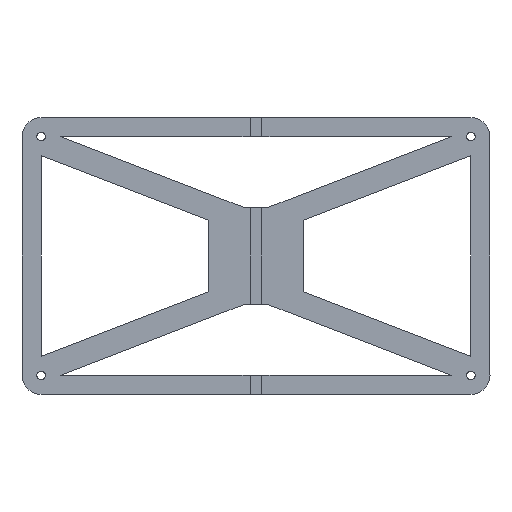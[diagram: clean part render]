
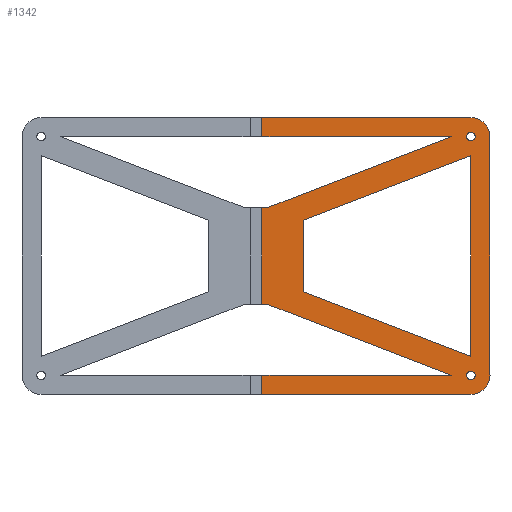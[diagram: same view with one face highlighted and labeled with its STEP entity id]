
A CAD part, front view. The second image highlights one B-rep face of the part: STEP entity #1342.
In plain terms, the highlighted planar face has unit normal (0, -1, 0).
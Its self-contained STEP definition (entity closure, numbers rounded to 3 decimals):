
#27=FACE_BOUND('',#145,.T.);
#28=FACE_BOUND('',#146,.T.);
#29=FACE_BOUND('',#147,.T.);
#45=CIRCLE('',#1417,8.);
#46=CIRCLE('',#1418,8.);
#47=CIRCLE('',#1419,1.75);
#48=CIRCLE('',#1420,1.75);
#72=FACE_OUTER_BOUND('',#144,.T.);
#144=EDGE_LOOP('',(#963,#964,#965,#966,#967,#968,#969,#970,#971,#972,#973,
#974,#975,#976));
#145=EDGE_LOOP('',(#977));
#146=EDGE_LOOP('',(#978,#979,#980,#981));
#147=EDGE_LOOP('',(#982));
#239=LINE('',#1900,#415);
#249=LINE('',#1921,#425);
#255=LINE('',#1933,#431);
#265=LINE('',#1953,#441);
#270=LINE('',#1963,#446);
#275=LINE('',#1973,#451);
#276=LINE('',#1977,#452);
#277=LINE('',#1980,#453);
#278=LINE('',#1982,#454);
#279=LINE('',#1983,#455);
#280=LINE('',#1985,#456);
#281=LINE('',#1986,#457);
#282=LINE('',#1991,#458);
#283=LINE('',#1993,#459);
#284=LINE('',#1995,#460);
#285=LINE('',#1996,#461);
#415=VECTOR('',#1531,10.);
#425=VECTOR('',#1547,10.);
#431=VECTOR('',#1557,10.);
#441=VECTOR('',#1573,10.);
#446=VECTOR('',#1580,10.);
#451=VECTOR('',#1587,10.);
#452=VECTOR('',#1590,10.);
#453=VECTOR('',#1593,10.);
#454=VECTOR('',#1594,10.);
#455=VECTOR('',#1595,10.);
#456=VECTOR('',#1596,10.);
#457=VECTOR('',#1597,10.);
#458=VECTOR('',#1600,10.);
#459=VECTOR('',#1601,10.);
#460=VECTOR('',#1602,10.);
#461=VECTOR('',#1603,10.);
#595=VERTEX_POINT('',#1898);
#596=VERTEX_POINT('',#1899);
#603=VERTEX_POINT('',#1919);
#604=VERTEX_POINT('',#1920);
#607=VERTEX_POINT('',#1931);
#608=VERTEX_POINT('',#1932);
#615=VERTEX_POINT('',#1952);
#619=VERTEX_POINT('',#1962);
#623=VERTEX_POINT('',#1972);
#624=VERTEX_POINT('',#1974);
#625=VERTEX_POINT('',#1976);
#626=VERTEX_POINT('',#1978);
#627=VERTEX_POINT('',#1981);
#628=VERTEX_POINT('',#1984);
#629=VERTEX_POINT('',#1987);
#630=VERTEX_POINT('',#1989);
#631=VERTEX_POINT('',#1990);
#632=VERTEX_POINT('',#1992);
#633=VERTEX_POINT('',#1994);
#634=VERTEX_POINT('',#1997);
#723=EDGE_CURVE('',#595,#596,#239,.T.);
#733=EDGE_CURVE('',#603,#604,#249,.T.);
#739=EDGE_CURVE('',#607,#608,#255,.T.);
#749=EDGE_CURVE('',#595,#615,#265,.T.);
#754=EDGE_CURVE('',#603,#619,#270,.T.);
#759=EDGE_CURVE('',#623,#596,#275,.T.);
#760=EDGE_CURVE('',#624,#623,#45,.T.);
#761=EDGE_CURVE('',#625,#624,#276,.T.);
#762=EDGE_CURVE('',#626,#625,#46,.T.);
#763=EDGE_CURVE('',#607,#626,#277,.T.);
#764=EDGE_CURVE('',#627,#608,#278,.T.);
#765=EDGE_CURVE('',#619,#627,#279,.T.);
#766=EDGE_CURVE('',#628,#604,#280,.T.);
#767=EDGE_CURVE('',#615,#628,#281,.T.);
#768=EDGE_CURVE('',#629,#629,#47,.T.);
#769=EDGE_CURVE('',#630,#631,#282,.T.);
#770=EDGE_CURVE('',#632,#630,#283,.T.);
#771=EDGE_CURVE('',#633,#632,#284,.T.);
#772=EDGE_CURVE('',#631,#633,#285,.T.);
#773=EDGE_CURVE('',#634,#634,#48,.T.);
#963=ORIENTED_EDGE('',*,*,#723,.T.);
#964=ORIENTED_EDGE('',*,*,#759,.F.);
#965=ORIENTED_EDGE('',*,*,#760,.F.);
#966=ORIENTED_EDGE('',*,*,#761,.F.);
#967=ORIENTED_EDGE('',*,*,#762,.F.);
#968=ORIENTED_EDGE('',*,*,#763,.F.);
#969=ORIENTED_EDGE('',*,*,#739,.T.);
#970=ORIENTED_EDGE('',*,*,#764,.F.);
#971=ORIENTED_EDGE('',*,*,#765,.F.);
#972=ORIENTED_EDGE('',*,*,#754,.F.);
#973=ORIENTED_EDGE('',*,*,#733,.T.);
#974=ORIENTED_EDGE('',*,*,#766,.F.);
#975=ORIENTED_EDGE('',*,*,#767,.F.);
#976=ORIENTED_EDGE('',*,*,#749,.F.);
#977=ORIENTED_EDGE('',*,*,#768,.F.);
#978=ORIENTED_EDGE('',*,*,#769,.F.);
#979=ORIENTED_EDGE('',*,*,#770,.F.);
#980=ORIENTED_EDGE('',*,*,#771,.F.);
#981=ORIENTED_EDGE('',*,*,#772,.F.);
#982=ORIENTED_EDGE('',*,*,#773,.F.);
#1282=PLANE('',#1416);
#1342=ADVANCED_FACE('',(#72,#27,#28,#29),#1282,.F.);
#1416=AXIS2_PLACEMENT_3D('',#1971,#1585,#1586);
#1417=AXIS2_PLACEMENT_3D('',#1975,#1588,#1589);
#1418=AXIS2_PLACEMENT_3D('',#1979,#1591,#1592);
#1419=AXIS2_PLACEMENT_3D('',#1988,#1598,#1599);
#1420=AXIS2_PLACEMENT_3D('',#1998,#1604,#1605);
#1531=DIRECTION('',(0.,0.,-1.));
#1547=DIRECTION('',(0.,0.,-1.));
#1557=DIRECTION('',(0.,0.,-1.));
#1573=DIRECTION('',(1.,0.,0.));
#1580=DIRECTION('',(1.,0.,0.));
#1585=DIRECTION('center_axis',(0.,1.,0.));
#1586=DIRECTION('ref_axis',(1.,0.,0.));
#1587=DIRECTION('',(-1.,0.,0.));
#1588=DIRECTION('center_axis',(0.,1.,0.));
#1589=DIRECTION('ref_axis',(1.,0.,0.));
#1590=DIRECTION('',(0.,0.,-1.));
#1591=DIRECTION('center_axis',(0.,1.,0.));
#1592=DIRECTION('ref_axis',(1.,0.,0.));
#1593=DIRECTION('',(1.,0.,0.));
#1594=DIRECTION('',(-1.,0.,0.));
#1595=DIRECTION('',(0.933,0.,0.36));
#1596=DIRECTION('',(-1.,0.,0.));
#1597=DIRECTION('',(-0.933,0.,0.36));
#1598=DIRECTION('center_axis',(0.,-1.,0.));
#1599=DIRECTION('ref_axis',(1.,0.,0.));
#1600=DIRECTION('',(-0.933,0.,-0.36));
#1601=DIRECTION('',(0.,0.,1.));
#1602=DIRECTION('',(0.933,0.,-0.36));
#1603=DIRECTION('',(0.,0.,-1.));
#1604=DIRECTION('center_axis',(0.,-1.,0.));
#1605=DIRECTION('ref_axis',(1.,0.,0.));
#1898=CARTESIAN_POINT('',(2.5,0.,-50.));
#1899=CARTESIAN_POINT('',(2.5,0.,-58.));
#1900=CARTESIAN_POINT('',(2.5,0.,-25.));
#1919=CARTESIAN_POINT('',(2.5,0.,20.3));
#1920=CARTESIAN_POINT('',(2.5,0.,-20.3));
#1921=CARTESIAN_POINT('',(2.5,0.,10.15));
#1931=CARTESIAN_POINT('',(2.5,0.,58.));
#1932=CARTESIAN_POINT('',(2.5,0.,50.));
#1933=CARTESIAN_POINT('',(2.5,0.,29.));
#1952=CARTESIAN_POINT('',(82.,0.,-50.));
#1953=CARTESIAN_POINT('',(90.,0.,-50.));
#1962=CARTESIAN_POINT('',(5.,0.,20.3));
#1963=CARTESIAN_POINT('',(5.,0.,20.3));
#1971=CARTESIAN_POINT('Origin',(0.,0.,0.));
#1972=CARTESIAN_POINT('',(90.,0.,-58.));
#1973=CARTESIAN_POINT('',(90.,0.,-58.));
#1974=CARTESIAN_POINT('',(98.,0.,-50.));
#1975=CARTESIAN_POINT('Origin',(90.,0.,-50.));
#1976=CARTESIAN_POINT('',(98.,0.,50.));
#1977=CARTESIAN_POINT('',(98.,0.,50.));
#1978=CARTESIAN_POINT('',(90.,0.,58.));
#1979=CARTESIAN_POINT('Origin',(90.,0.,50.));
#1980=CARTESIAN_POINT('',(-90.,0.,58.));
#1981=CARTESIAN_POINT('',(82.,0.,50.));
#1982=CARTESIAN_POINT('',(-90.,0.,50.));
#1983=CARTESIAN_POINT('',(82.,0.,50.));
#1984=CARTESIAN_POINT('',(5.,0.,-20.3));
#1985=CARTESIAN_POINT('',(-5.,0.,-20.3));
#1986=CARTESIAN_POINT('',(5.,0.,-20.3));
#1987=CARTESIAN_POINT('',(88.25,0.,-50.));
#1988=CARTESIAN_POINT('Origin',(90.,0.,-50.));
#1989=CARTESIAN_POINT('',(90.,0.,42.));
#1990=CARTESIAN_POINT('',(20.,0.,15.));
#1991=CARTESIAN_POINT('',(20.,0.,15.));
#1992=CARTESIAN_POINT('',(90.,0.,-42.));
#1993=CARTESIAN_POINT('',(90.,0.,50.));
#1994=CARTESIAN_POINT('',(20.,0.,-15.));
#1995=CARTESIAN_POINT('',(90.,0.,-42.));
#1996=CARTESIAN_POINT('',(20.,0.,-15.));
#1997=CARTESIAN_POINT('',(88.25,0.,50.));
#1998=CARTESIAN_POINT('Origin',(90.,0.,50.));
